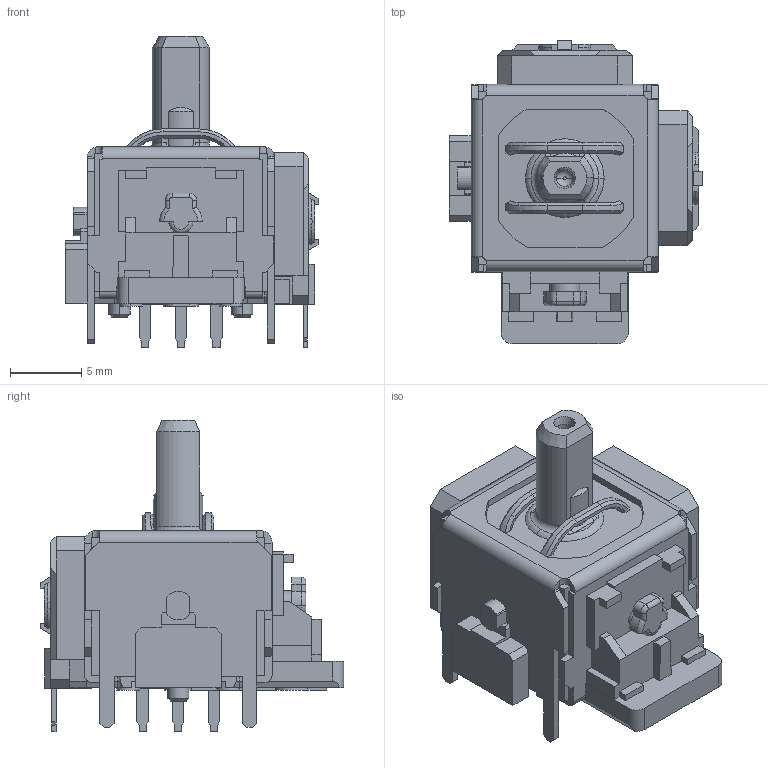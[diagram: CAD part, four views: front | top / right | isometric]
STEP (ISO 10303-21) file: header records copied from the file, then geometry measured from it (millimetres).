
FILE_DESCRIPTION (( 'STEP AP214' ), '1' );
FILE_NAME ('RKJXV1220001.STEP', '2016-02-04T10:23:36', ( '' ), ( '' ), 'SwSTEP 2.0', 'SolidWorks 2014', '' );
FILE_SCHEMA (( 'AUTOMOTIVE_DESIGN' ));
Length unit declared in the file: millimetre
Products named in the file (1): RKJXV1220001
Bounding box: 17.79 x 21.27 x 21.85 mm (x, y, z)
Volume: 2623.5 mm3; surface area: 1705 mm2
Topology: 1 solids, 18 shells, 838 faces, 2230 edges, 1445 vertices
Faces by surface type: plane 601, cylinder 162, cone 35, torus 24, bspline 16
Entity records: 35438 total; most frequent: CARTESIAN_POINT 5337, ORIENTED_EDGE 4460, DIRECTION 4158, EDGE_CURVE 2230, LINE 1680, VECTOR 1680, VERTEX_POINT 1445, AXIS2_PLACEMENT_3D 1239
